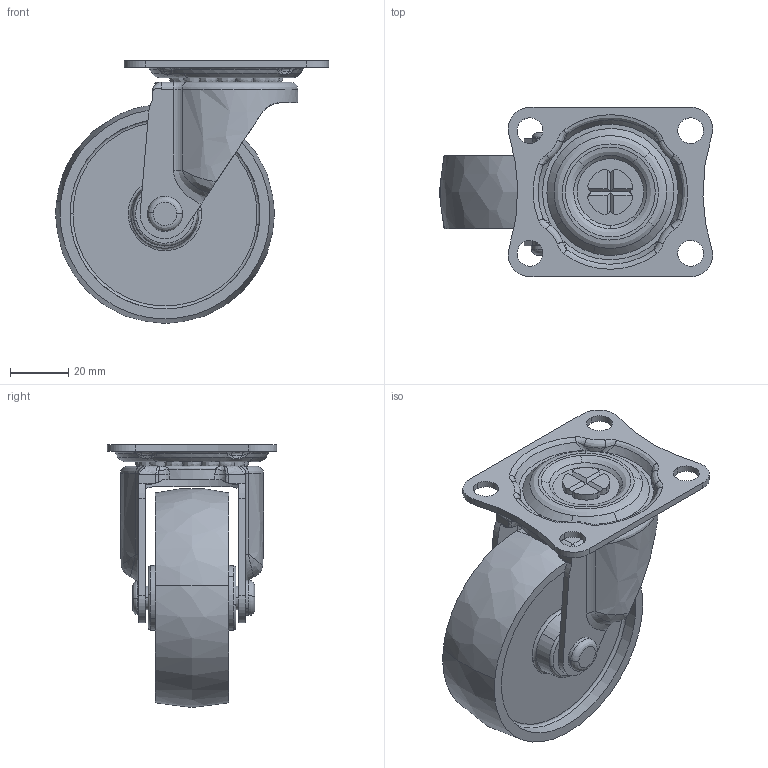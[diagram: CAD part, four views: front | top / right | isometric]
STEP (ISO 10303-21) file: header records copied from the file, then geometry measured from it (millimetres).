
FILE_DESCRIPTION((''),'2;1');
FILE_NAME('','2005-12-15T17:22:13',(''),(''),'','CADfix','');
FILE_SCHEMA(('AUTOMOTIVE_DESIGN'));
Length unit declared in the file: millimetre
Products named in the file (6): body; wheel; mounting plate; main shaft; axle; No_420_G_C75_6_31375_36
Assembly tree (5 placements, depth 2):
  No_420_G_C75_6_31375_36
    body
    wheel
    mounting plate
    main shaft
    axle
Bounding box: 93.5 x 58 x 90 mm (x, y, z)
Volume: 105937.7 mm3; surface area: 41713.6 mm2
Topology: 5 solids, 5 shells, 283 faces, 842 edges, 595 vertices
Faces by surface type: bspline 283
Entity records: 16084 total; most frequent: CARTESIAN_POINT 11427, ORIENTED_EDGE 1676, EDGE_CURVE 838, VERTEX_POINT 595, EDGE_LOOP 363, FACE_OUTER_BOUND 283, ADVANCED_FACE 283, B_SPLINE_CURVE_WITH_KNOTS 162
